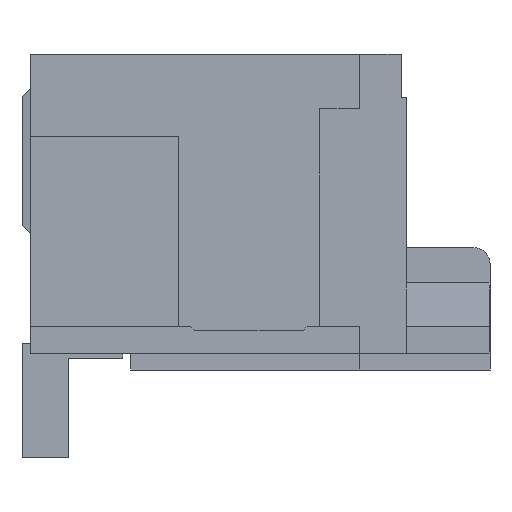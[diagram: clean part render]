
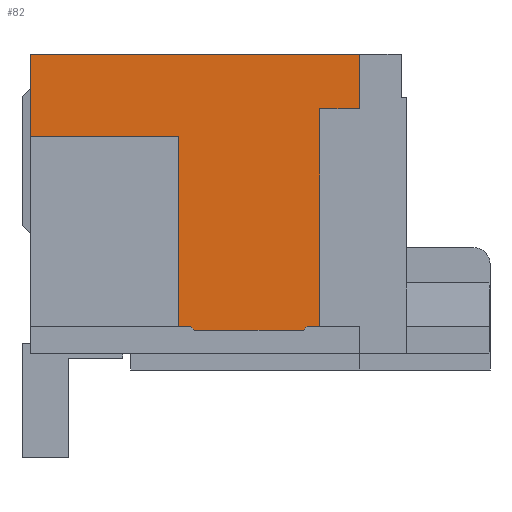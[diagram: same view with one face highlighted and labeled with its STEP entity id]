
A CAD part, left-side view. The second image highlights one B-rep face of the part: STEP entity #82.
In plain terms, the highlighted planar face has unit normal (-1, 0, 0).
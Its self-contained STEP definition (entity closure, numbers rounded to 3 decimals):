
#82=ADVANCED_FACE('',(#460),#279,.F.);
#279=PLANE('',#3796);
#460=FACE_OUTER_BOUND('',#655,.T.);
#655=EDGE_LOOP('',(#862,#863,#864,#865,#866,#867,#868,#869,#870,#871,#872,
#873));
#862=ORIENTED_EDGE('',*,*,#2258,.F.);
#863=ORIENTED_EDGE('',*,*,#2259,.F.);
#864=ORIENTED_EDGE('',*,*,#2260,.F.);
#865=ORIENTED_EDGE('',*,*,#2261,.F.);
#866=ORIENTED_EDGE('',*,*,#2262,.F.);
#867=ORIENTED_EDGE('',*,*,#2263,.F.);
#868=ORIENTED_EDGE('',*,*,#2264,.F.);
#869=ORIENTED_EDGE('',*,*,#2265,.F.);
#870=ORIENTED_EDGE('',*,*,#2266,.F.);
#871=ORIENTED_EDGE('',*,*,#2267,.F.);
#872=ORIENTED_EDGE('',*,*,#2268,.F.);
#873=ORIENTED_EDGE('',*,*,#2269,.F.);
#1918=VERTEX_POINT('',#4971);
#1919=VERTEX_POINT('',#4972);
#1920=VERTEX_POINT('',#4974);
#1921=VERTEX_POINT('',#4976);
#1922=VERTEX_POINT('',#4978);
#1923=VERTEX_POINT('',#4980);
#1924=VERTEX_POINT('',#4982);
#1925=VERTEX_POINT('',#4984);
#1926=VERTEX_POINT('',#4986);
#1927=VERTEX_POINT('',#4988);
#1928=VERTEX_POINT('',#4990);
#1929=VERTEX_POINT('',#4992);
#2258=EDGE_CURVE('',#1918,#1919,#2786,.T.);
#2259=EDGE_CURVE('',#1920,#1918,#2787,.T.);
#2260=EDGE_CURVE('',#1921,#1920,#2788,.T.);
#2261=EDGE_CURVE('',#1922,#1921,#2789,.T.);
#2262=EDGE_CURVE('',#1923,#1922,#2790,.T.);
#2263=EDGE_CURVE('',#1924,#1923,#2791,.T.);
#2264=EDGE_CURVE('',#1925,#1924,#2792,.T.);
#2265=EDGE_CURVE('',#1926,#1925,#2793,.T.);
#2266=EDGE_CURVE('',#1927,#1926,#2794,.T.);
#2267=EDGE_CURVE('',#1928,#1927,#2795,.T.);
#2268=EDGE_CURVE('',#1929,#1928,#2796,.T.);
#2269=EDGE_CURVE('',#1919,#1929,#2797,.T.);
#2786=LINE('',#4970,#3292);
#2787=LINE('',#4973,#3293);
#2788=LINE('',#4975,#3294);
#2789=LINE('',#4977,#3295);
#2790=LINE('',#4979,#3296);
#2791=LINE('',#4981,#3297);
#2792=LINE('',#4983,#3298);
#2793=LINE('',#4985,#3299);
#2794=LINE('',#4987,#3300);
#2795=LINE('',#4989,#3301);
#2796=LINE('',#4991,#3302);
#2797=LINE('',#4993,#3303);
#3292=VECTOR('',#4022,1.);
#3293=VECTOR('',#4023,1.);
#3294=VECTOR('',#4024,1.);
#3295=VECTOR('',#4025,1.);
#3296=VECTOR('',#4026,1.);
#3297=VECTOR('',#4027,1.);
#3298=VECTOR('',#4028,1.);
#3299=VECTOR('',#4029,1.);
#3300=VECTOR('',#4030,1.);
#3301=VECTOR('',#4031,1.);
#3302=VECTOR('',#4032,1.);
#3303=VECTOR('',#4033,1.);
#3796=AXIS2_PLACEMENT_3D('',#4994,#4034,#4035);
#4022=DIRECTION('',(0.,0.,1.));
#4023=DIRECTION('',(0.,1.,0.));
#4024=DIRECTION('',(0.,0.,1.));
#4025=DIRECTION('',(0.,1.,0.));
#4026=DIRECTION('',(0.,0.707,0.707));
#4027=DIRECTION('',(0.,1.,0.));
#4028=DIRECTION('',(0.,0.707,-0.707));
#4029=DIRECTION('',(0.,1.,0.));
#4030=DIRECTION('',(0.,0.,-1.));
#4031=DIRECTION('',(0.,1.,0.));
#4032=DIRECTION('',(0.,0.,-1.));
#4033=DIRECTION('',(0.,-1.,0.));
#4034=DIRECTION('',(1.,0.,0.));
#4035=DIRECTION('',(0.,0.,-1.));
#4970=CARTESIAN_POINT('',(-5.415,10.9,5.05));
#4971=CARTESIAN_POINT('',(-5.415,10.9,5.05));
#4972=CARTESIAN_POINT('',(-5.415,10.9,6.55));
#4973=CARTESIAN_POINT('',(-5.415,8.18,5.05));
#4974=CARTESIAN_POINT('',(-5.415,8.18,5.05));
#4975=CARTESIAN_POINT('',(-5.415,8.18,1.55));
#4976=CARTESIAN_POINT('',(-5.415,8.18,1.55));
#4977=CARTESIAN_POINT('',(-5.415,0.,1.55));
#4978=CARTESIAN_POINT('',(-5.415,7.95,1.55));
#4979=CARTESIAN_POINT('',(-5.415,7.88,1.48));
#4980=CARTESIAN_POINT('',(-5.415,7.88,1.48));
#4981=CARTESIAN_POINT('',(-5.415,5.88,1.48));
#4982=CARTESIAN_POINT('',(-5.415,5.88,1.48));
#4983=CARTESIAN_POINT('',(-5.415,5.68,1.68));
#4984=CARTESIAN_POINT('',(-5.415,5.81,1.55));
#4985=CARTESIAN_POINT('',(-5.415,0.,1.55));
#4986=CARTESIAN_POINT('',(-5.415,5.58,1.55));
#4987=CARTESIAN_POINT('',(-5.415,5.58,5.55));
#4988=CARTESIAN_POINT('',(-5.415,5.58,5.55));
#4989=CARTESIAN_POINT('',(-5.415,4.85,5.55));
#4990=CARTESIAN_POINT('',(-5.415,4.85,5.55));
#4991=CARTESIAN_POINT('',(-5.415,4.85,6.55));
#4992=CARTESIAN_POINT('',(-5.415,4.85,6.55));
#4993=CARTESIAN_POINT('',(-5.415,10.9,6.55));
#4994=CARTESIAN_POINT('',(-5.415,0.,0.));
